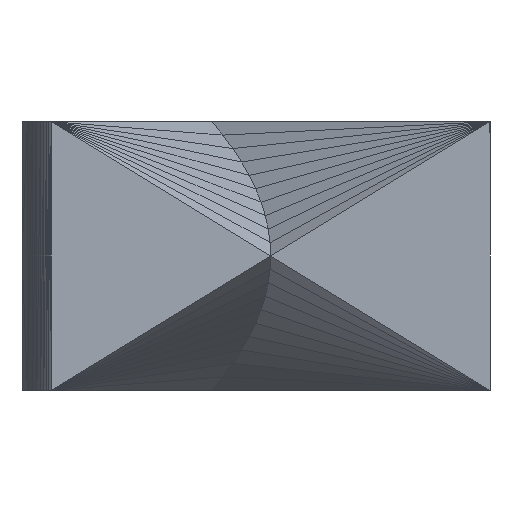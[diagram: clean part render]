
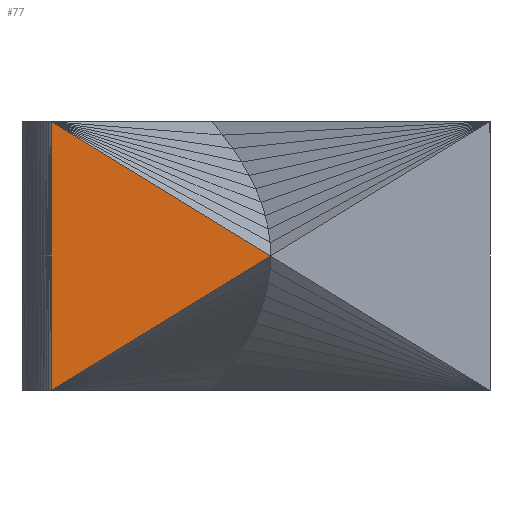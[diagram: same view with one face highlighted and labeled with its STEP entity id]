
A CAD part, front view. The second image highlights one B-rep face of the part: STEP entity #77.
In plain terms, the highlighted planar face has unit normal (0, -1, 0).
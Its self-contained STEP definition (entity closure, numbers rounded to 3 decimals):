
#77=ADVANCED_FACE('',(#245),#1675,.T.);
#245=FACE_OUTER_BOUND('',#413,.T.);
#413=EDGE_LOOP('',(#707,#708,#709));
#707=ORIENTED_EDGE('',*,*,#1025,.F.);
#708=ORIENTED_EDGE('',*,*,#1024,.T.);
#709=ORIENTED_EDGE('',*,*,#1053,.T.);
#1024=EDGE_CURVE('',#1526,#1529,#1276,.T.);
#1025=EDGE_CURVE('',#1526,#1559,#1277,.T.);
#1053=EDGE_CURVE('',#1529,#1559,#1305,.T.);
#1276=B_SPLINE_CURVE_WITH_KNOTS('',1,(#2468,#2469),.UNSPECIFIED.,.F.,.F.,
(2,2),(0.,1.),.UNSPECIFIED.);
#1277=B_SPLINE_CURVE_WITH_KNOTS('',1,(#2470,#2471),.UNSPECIFIED.,.F.,.F.,
(2,2),(0.,1.),.UNSPECIFIED.);
#1305=B_SPLINE_CURVE_WITH_KNOTS('',1,(#2526,#2527),.UNSPECIFIED.,.F.,.F.,
(2,2),(0.,1.),.UNSPECIFIED.);
#1526=VERTEX_POINT('',#2378);
#1529=VERTEX_POINT('',#2381);
#1559=VERTEX_POINT('',#2411);
#1675=PLANE('',#1931);
#1931=AXIS2_PLACEMENT_3D('',#2273,#2102,$);
#2102=DIRECTION('',(0.,-1.,0.));
#2273=CARTESIAN_POINT('',(2000.,-6041.054,-1031.936));
#2378=CARTESIAN_POINT('',(1000.,-6041.054,-419.564));
#2381=CARTESIAN_POINT('',(1000.,-6041.054,-1644.309));
#2411=CARTESIAN_POINT('',(2000.,-6041.054,-1031.936));
#2468=CARTESIAN_POINT('',(1000.,-6041.054,-419.564));
#2469=CARTESIAN_POINT('',(1000.,-6041.054,-1644.309));
#2470=CARTESIAN_POINT('',(1000.,-6041.054,-419.564));
#2471=CARTESIAN_POINT('',(2000.,-6041.054,-1031.936));
#2526=CARTESIAN_POINT('',(1000.,-6041.054,-1644.309));
#2527=CARTESIAN_POINT('',(2000.,-6041.054,-1031.936));
